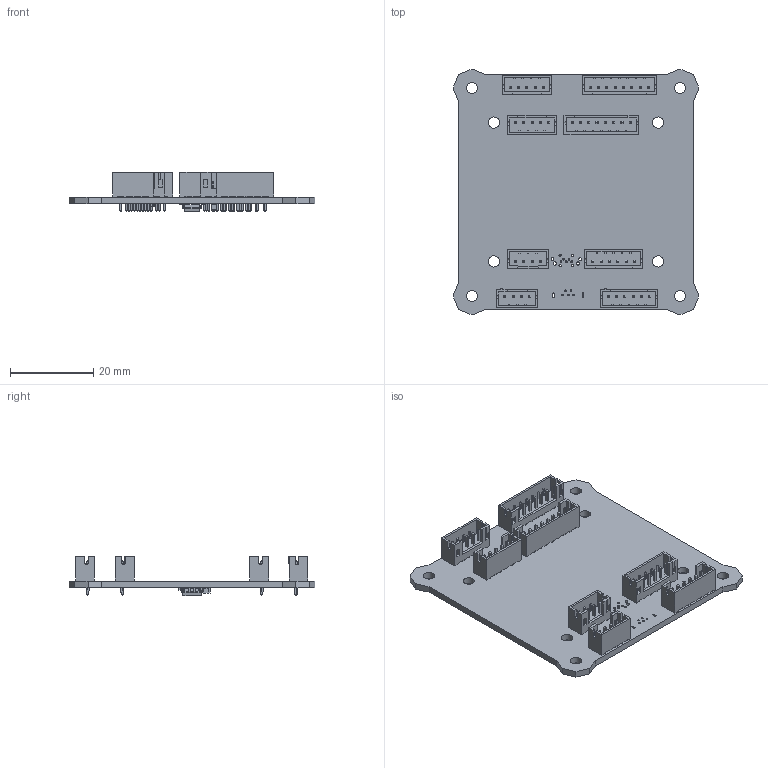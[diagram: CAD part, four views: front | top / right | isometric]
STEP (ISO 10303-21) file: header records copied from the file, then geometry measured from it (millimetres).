
FILE_DESCRIPTION(('KiCad electronic assembly'),'2;1');
FILE_NAME('ESC_caddyV1.0.step','2025-11-06T20:49:38',('Pcbnew'),('Kicad' ),'Open CASCADE STEP processor 7.7','KiCad to STEP converter', 'Unknown');
FILE_SCHEMA(('AUTOMOTIVE_DESIGN { 1 0 10303 214 1 1 1 1 }'));
Length unit declared in the file: millimetre
Products named in the file (18): ESC_caddyV1.0 1; JST_PH_B5B-PH-K_1x05_P2.00mm_Vertical; JST_B5B_PH_K; JST_PH_B4B-PH-K_1x04_P2.00mm_Vertical; JST_B4B_PH_K; JST_PH_B6B-PH-K_1x06_P2.00mm_Vertical; JST_B6B_PH_K; JST_PH_B8B-PH-K_1x08_P2.00mm_Vertical; JST_B8B_PH_K; R_0603_1608Metric; SO-8_3.9x4.9mm_P1.27mm; CQ assembly; C_0805_2012Metric; C_0603_1608Metric; ESC_caddyV1.0_PCB
Assembly tree (22 placements, depth 3):
  ESC_caddyV1.0 1
    JST_PH_B5B-PH-K_1x05_P2.00mm_Vertical  x2
      JST_B5B_PH_K
    JST_PH_B4B-PH-K_1x04_P2.00mm_Vertical  x2
      JST_B4B_PH_K
    JST_PH_B6B-PH-K_1x06_P2.00mm_Vertical  x2
      JST_B6B_PH_K
    JST_PH_B8B-PH-K_1x08_P2.00mm_Vertical  x2
      JST_B8B_PH_K
    R_0603_1608Metric  x2
      R_0603_1608Metric
    SO-8_3.9x4.9mm_P1.27mm
      CQ assembly
    C_0805_2012Metric
      C_0805_2012Metric
    C_0603_1608Metric
      C_0603_1608Metric
    ESC_caddyV1.0_PCB
Bounding box: 59.14 x 59.14 x 9.55 mm (x, y, z)
Volume: 6410.9 mm3; surface area: 11023.4 mm2
Topology: 23 solids, 23 shells, 1993 faces, 5222 edges, 3364 vertices
Faces by surface type: plane 1811, cylinder 166, bspline 16
Full cylindrical faces by diameter (mm): 0.4 x7, 0.45 x5, 0.55 x4, 0.7 x2, 0.75 x46, 0.8 x2, 2.7 x8
Entity records: 42193 total; most frequent: CARTESIAN_POINT 6338, ORIENTED_EDGE 6160, DIRECTION 5720, EDGE_CURVE 3080, LINE 2756, VECTOR 2756, VERTEX_POINT 1988, AXIS2_PLACEMENT_3D 1482
